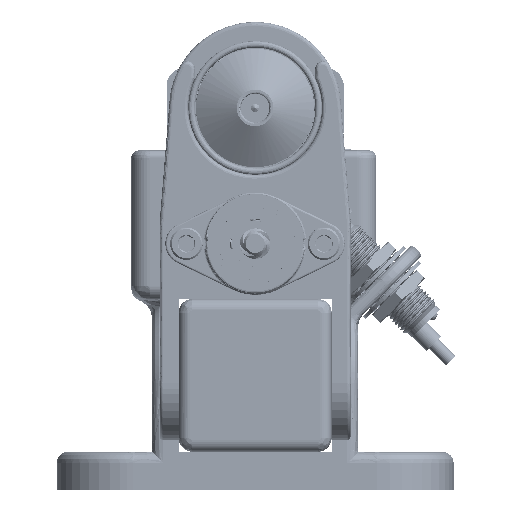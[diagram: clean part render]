
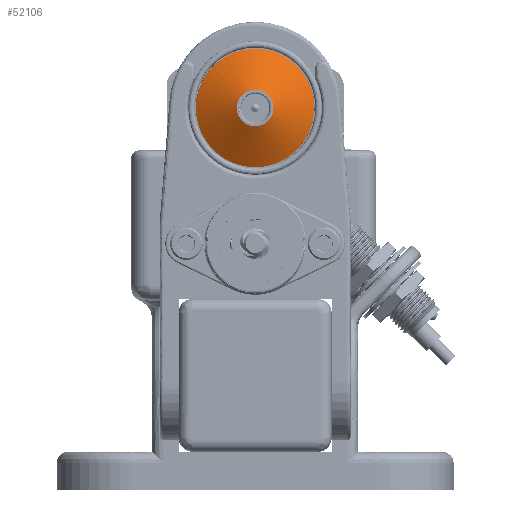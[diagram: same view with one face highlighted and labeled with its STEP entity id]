
A CAD part, front view. The second image highlights one B-rep face of the part: STEP entity #52106.
In plain terms, the highlighted free-form (B-spline) face has degree [2, 1] with [9, 2] control points.
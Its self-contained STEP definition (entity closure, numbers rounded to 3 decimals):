
#13619 = EDGE_CURVE('',#13620,#13620,#13622,.T.);
#13620 = VERTEX_POINT('',#13621);
#13621 = CARTESIAN_POINT('',(-16.467,-78.403,
    74.366));
#13622 = ( BOUNDED_CURVE() B_SPLINE_CURVE(2,(#13623,#13624,#13625,#13626
    ,#13627,#13628,#13629),.UNSPECIFIED.,.T.,.F.) 
B_SPLINE_CURVE_WITH_KNOTS((3,2,2,3),(3.142,5.236,
7.33,9.425),.PIECEWISE_BEZIER_KNOTS.) CURVE() 
GEOMETRIC_REPRESENTATION_ITEM() RATIONAL_B_SPLINE_CURVE((1.,0.5,1.,0.5,
1.,0.5,1.)) REPRESENTATION_ITEM('') );
#13623 = CARTESIAN_POINT('',(-16.467,-78.403,
    74.366));
#13624 = CARTESIAN_POINT('',(-16.467,-78.403,
    45.845));
#13625 = CARTESIAN_POINT('',(8.233,-78.403,
    60.105));
#13626 = CARTESIAN_POINT('',(32.933,-78.403,
    74.366));
#13627 = CARTESIAN_POINT('',(8.233,-78.403,
    88.627));
#13628 = CARTESIAN_POINT('',(-16.467,-78.403,
    102.887));
#13629 = CARTESIAN_POINT('',(-16.467,-78.403,
    74.366));
#52069 = EDGE_CURVE('',#52070,#52070,#52072,.T.);
#52070 = VERTEX_POINT('',#52071);
#52071 = CARTESIAN_POINT('',(-5.099,-84.966,
    74.366));
#52072 = ( BOUNDED_CURVE() B_SPLINE_CURVE(2,(#52073,#52074,#52075,#52076
    ,#52077,#52078,#52079),.UNSPECIFIED.,.T.,.F.) 
B_SPLINE_CURVE_WITH_KNOTS((3,2,2,3),(3.142,5.236,
7.33,9.425),.PIECEWISE_BEZIER_KNOTS.) CURVE() 
GEOMETRIC_REPRESENTATION_ITEM() RATIONAL_B_SPLINE_CURVE((1.,0.5,1.,0.5,
1.,0.5,1.)) REPRESENTATION_ITEM('') );
#52073 = CARTESIAN_POINT('',(-5.099,-84.966,
    74.366));
#52074 = CARTESIAN_POINT('',(-5.099,-84.966,
    83.198));
#52075 = CARTESIAN_POINT('',(2.55,-84.966,
    78.782));
#52076 = CARTESIAN_POINT('',(10.199,-84.966,
    74.366));
#52077 = CARTESIAN_POINT('',(2.55,-84.966,
    69.95));
#52078 = CARTESIAN_POINT('',(-5.099,-84.966,
    65.534));
#52079 = CARTESIAN_POINT('',(-5.099,-84.966,
    74.366));
#52106 = ADVANCED_FACE('',(#52107),#52117,.T.);
#52107 = FACE_BOUND('',#52108,.T.);
#52108 = EDGE_LOOP('',(#52109,#52110,#52115,#52116));
#52109 = ORIENTED_EDGE('',*,*,#13619,.T.);
#52110 = ORIENTED_EDGE('',*,*,#52111,.T.);
#52111 = EDGE_CURVE('',#13620,#52070,#52112,.T.);
#52112 = B_SPLINE_CURVE_WITH_KNOTS('',1,(#52113,#52114),.UNSPECIFIED.,
  .F.,.F.,(2,2),(-6.178,6.178),
  .PIECEWISE_BEZIER_KNOTS.);
#52113 = CARTESIAN_POINT('',(-16.467,-78.403,
    74.366));
#52114 = CARTESIAN_POINT('',(-5.099,-84.966,
    74.366));
#52115 = ORIENTED_EDGE('',*,*,#52069,.T.);
#52116 = ORIENTED_EDGE('',*,*,#52111,.F.);
#52117 = ( BOUNDED_SURFACE() B_SPLINE_SURFACE(2,1,(
    (#52118,#52119)
    ,(#52120,#52121)
    ,(#52122,#52123)
    ,(#52124,#52125)
    ,(#52126,#52127)
    ,(#52128,#52129)
    ,(#52130,#52131)
    ,(#52132,#52133)
    ,(#52134,#52135
)),.UNSPECIFIED.,.T.,.F.,.F.) B_SPLINE_SURFACE_WITH_KNOTS((3,2,2,2,3),(2
    ,2),(-3.142,-2.094,0.,2.094,3.142)
  ,(-6.178,6.178),.UNSPECIFIED.) 
GEOMETRIC_REPRESENTATION_ITEM() RATIONAL_B_SPLINE_SURFACE((
    (0.75,0.75)
    ,(0.75,0.75)
    ,(1.,1.)
    ,(0.5,0.5)
    ,(1.,1.)
    ,(0.5,0.5)
    ,(1.,1.)
    ,(0.75,0.75)
,(0.75,0.75))) REPRESENTATION_ITEM('') SURFACE() );
#52118 = CARTESIAN_POINT('',(-5.099,-84.966,
    74.366));
#52119 = CARTESIAN_POINT('',(-16.467,-78.403,
    74.366));
#52120 = CARTESIAN_POINT('',(-5.099,-84.966,
    77.31));
#52121 = CARTESIAN_POINT('',(-16.467,-78.403,
    83.873));
#52122 = CARTESIAN_POINT('',(-2.55,-84.966,
    78.782));
#52123 = CARTESIAN_POINT('',(-8.233,-78.403,
    88.627));
#52124 = CARTESIAN_POINT('',(5.099,-84.966,
    83.198));
#52125 = CARTESIAN_POINT('',(16.467,-78.403,
    102.887));
#52126 = CARTESIAN_POINT('',(5.099,-84.966,
    74.366));
#52127 = CARTESIAN_POINT('',(16.467,-78.403,
    74.366));
#52128 = CARTESIAN_POINT('',(5.099,-84.966,
    65.534));
#52129 = CARTESIAN_POINT('',(16.467,-78.403,
    45.845));
#52130 = CARTESIAN_POINT('',(-2.55,-84.966,
    69.95));
#52131 = CARTESIAN_POINT('',(-8.233,-78.403,
    60.105));
#52132 = CARTESIAN_POINT('',(-5.099,-84.966,
    71.422));
#52133 = CARTESIAN_POINT('',(-16.467,-78.403,
    64.859));
#52134 = CARTESIAN_POINT('',(-5.099,-84.966,
    74.366));
#52135 = CARTESIAN_POINT('',(-16.467,-78.403,
    74.366));
